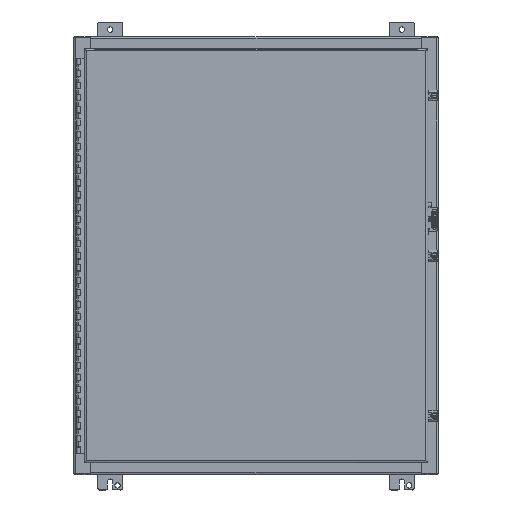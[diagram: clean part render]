
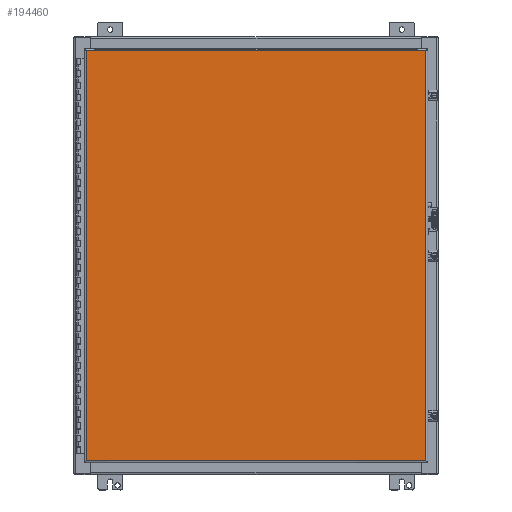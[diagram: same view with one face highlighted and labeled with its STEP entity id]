
A CAD part, top view. The second image highlights one B-rep face of the part: STEP entity #194460.
In plain terms, the highlighted planar face has unit normal (0, 0, -1).
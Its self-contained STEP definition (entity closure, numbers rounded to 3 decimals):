
#2492 = CARTESIAN_POINT ( 'NONE',  ( 13.98, -16.886, 7.073 ) ) ;
#14882 = VECTOR ( 'NONE', #40468, 39.37 ) ;
#25518 = FACE_OUTER_BOUND ( 'NONE', #154510, .T. ) ;
#29891 = EDGE_CURVE ( 'NONE', #209084, #216752, #53615, .T. ) ;
#38122 = CARTESIAN_POINT ( 'NONE',  ( 13.98, -17.031, 7.073 ) ) ;
#40246 = CARTESIAN_POINT ( 'NONE',  ( 13.98, 16.886, 7.073 ) ) ;
#40468 = DIRECTION ( 'NONE',  ( 1., 0., 0. ) ) ;
#42061 = EDGE_CURVE ( 'NONE', #206039, #168192, #95512, .T. ) ;
#44270 = CARTESIAN_POINT ( 'NONE',  ( 14.125, -17.031, 7.073 ) ) ;
#44740 = CARTESIAN_POINT ( 'NONE',  ( -13.98, -17.031, 7.073 ) ) ;
#49737 = DIRECTION ( 'NONE',  ( -1., 0., 0. ) ) ;
#53615 = LINE ( 'NONE', #38122, #58189 ) ;
#57044 = LINE ( 'NONE', #124441, #14882 ) ;
#58189 = VECTOR ( 'NONE', #70180, 39.37 ) ;
#70180 = DIRECTION ( 'NONE',  ( 0., -1., 0. ) ) ;
#73586 = ORIENTED_EDGE ( 'NONE', *, *, #194310, .T. ) ;
#78529 = CARTESIAN_POINT ( 'NONE',  ( 14.125, -16.886, 7.073 ) ) ;
#82372 = EDGE_CURVE ( 'NONE', #168192, #209084, #57044, .T. ) ;
#82887 = DIRECTION ( 'NONE',  ( 0., 0., 1. ) ) ;
#85896 = CARTESIAN_POINT ( 'NONE',  ( -13.98, 16.886, 7.073 ) ) ;
#95512 = LINE ( 'NONE', #44740, #197577 ) ;
#124441 = CARTESIAN_POINT ( 'NONE',  ( 14.125, 16.886, 7.073 ) ) ;
#133215 = VECTOR ( 'NONE', #197722, 39.37 ) ;
#152227 = ORIENTED_EDGE ( 'NONE', *, *, #29891, .T. ) ;
#154510 = EDGE_LOOP ( 'NONE', ( #215624, #207484, #152227, #73586 ) ) ;
#159248 = PLANE ( 'NONE',  #217824 ) ;
#161845 = DIRECTION ( 'NONE',  ( 0., 1., 0. ) ) ;
#168192 = VERTEX_POINT ( 'NONE', #85896 ) ;
#180100 = LINE ( 'NONE', #78529, #133215 ) ;
#194310 = EDGE_CURVE ( 'NONE', #216752, #206039, #180100, .T. ) ;
#194460 = ADVANCED_FACE ( 'NONE', ( #25518 ), #159248, .F. ) ;
#197577 = VECTOR ( 'NONE', #161845, 39.37 ) ;
#197722 = DIRECTION ( 'NONE',  ( -1., 0., 0. ) ) ;
#206039 = VERTEX_POINT ( 'NONE', #215159 ) ;
#207484 = ORIENTED_EDGE ( 'NONE', *, *, #82372, .T. ) ;
#209084 = VERTEX_POINT ( 'NONE', #40246 ) ;
#215159 = CARTESIAN_POINT ( 'NONE',  ( -13.98, -16.886, 7.073 ) ) ;
#215624 = ORIENTED_EDGE ( 'NONE', *, *, #42061, .T. ) ;
#216752 = VERTEX_POINT ( 'NONE', #2492 ) ;
#217824 = AXIS2_PLACEMENT_3D ( 'NONE', #44270, #82887, #49737 ) ;
